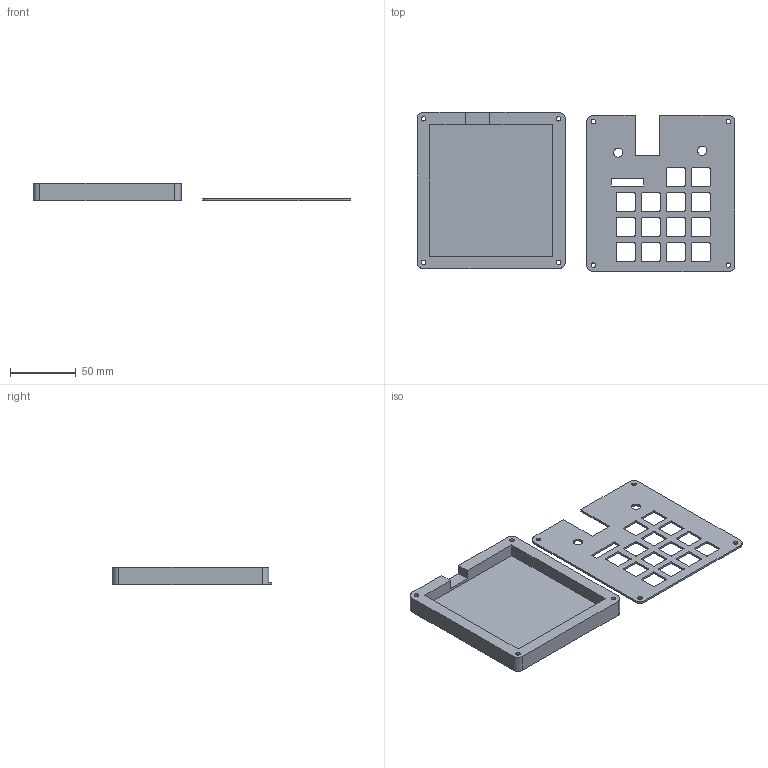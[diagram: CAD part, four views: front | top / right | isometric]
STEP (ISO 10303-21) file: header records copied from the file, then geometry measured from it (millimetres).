
FILE_DESCRIPTION(/* description */ (''),/* implementation_level */ '2;1');
FILE_NAME(/* name */ 'Kyle''s Macropad Case complete.step',/* time_stamp */ '2025-12-02T10:51:58+11:00',/* author */ (''),/* organization */ (''),/* preprocessor_version */ 'ST-DEVELOPER v20.1',/* originating_system */ 'Autodesk Translation Framework v14.21.0.0',/* authorisation */ '');
FILE_SCHEMA (('AUTOMOTIVE_DESIGN { 1 0 10303 214 3 1 1 }'));
Length unit declared in the file: millimetre
Products named in the file (3): 2025-12-02-10-49-33-480; 2025-12-02-10-13-04-125; 2025-12-02-10-25-44-622
Bounding box: 242.05 x 121.48 x 13 mm (x, y, z)
Volume: 93275.1 mm3; surface area: 59113.4 mm2
Topology: 2 solids, 2 shells, 462 faces, 1302 edges, 868 vertices
Faces by surface type: bspline 203, plane 181, cylinder 78
Full cylindrical faces by diameter (mm): 3.4 x8, 6 x4, 7 x2
Entity records: 16977 total; most frequent: CARTESIAN_POINT 6088, ORIENTED_EDGE 2604, DIRECTION 1580, EDGE_CURVE 1302, VERTEX_POINT 868, LINE 740, VECTOR 740, EDGE_LOOP 536
